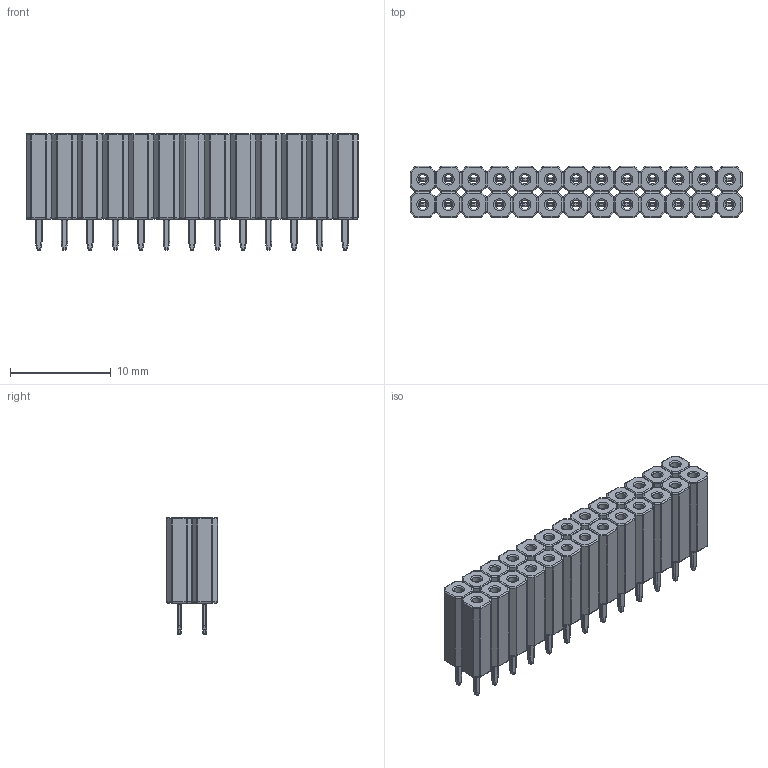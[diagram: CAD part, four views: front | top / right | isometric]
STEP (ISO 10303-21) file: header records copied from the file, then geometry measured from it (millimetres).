
FILE_DESCRIPTION(('FreeCAD Model'),'2;1');
FILE_NAME('Open CASCADE Shape Model','2023-08-10T12:28:56',(''),(''), 'Open CASCADE STEP processor 7.6','FreeCAD','Unknown');
FILE_SCHEMA(('AUTOMOTIVE_DESIGN { 1 0 10303 214 1 1 1 1 }'));
Length unit declared in the file: millimetre
Products named in the file (5): SockHead; Pins; Pins_SinglePin; Shroud; Shroud_SinglePin
Assembly tree (54 placements, depth 3):
  SockHead
    Pins
      Pins_SinglePin  x26
    Shroud
      Shroud_SinglePin  x26
Bounding box: 33.02 x 5.08 x 11.6 mm (x, y, z)
Volume: 1134.3 mm3; surface area: 4260.8 mm2
Topology: 52 solids, 52 shells, 3796 faces, 8762 edges, 4238 vertices
Faces by surface type: cylinder 1742, plane 884, sphere 832, torus 338
Full cylindrical faces by diameter (mm): 0.919 x26
Entity records: 8274 total; most frequent: DIRECTION 1466, CARTESIAN_POINT 1297, LINE 745, VECTOR 745, ORIENTED_EDGE 610, PCURVE 610, DEFINITIONAL_REPRESENTATION 610, AXIS2_PLACEMENT_3D 353
